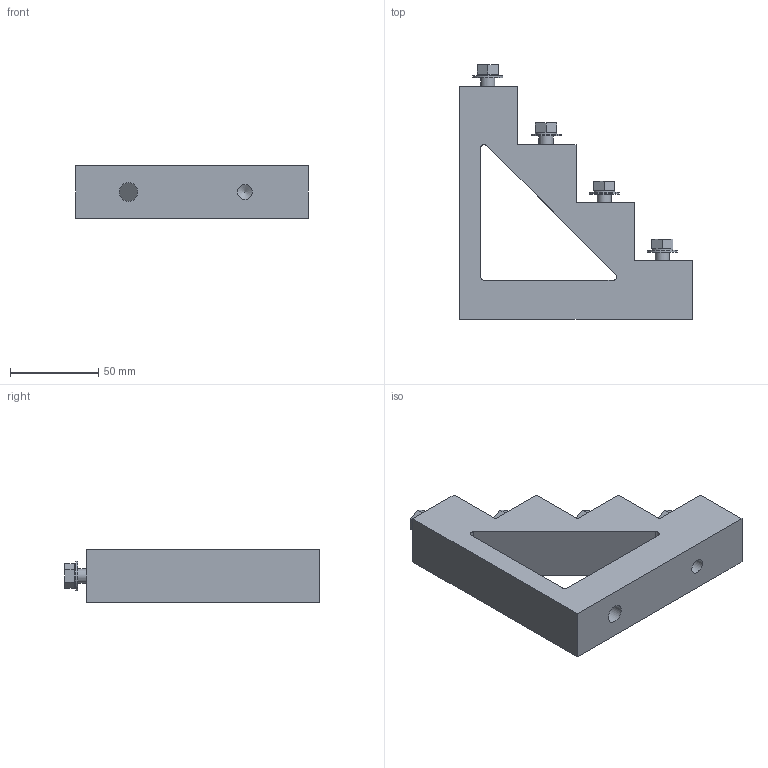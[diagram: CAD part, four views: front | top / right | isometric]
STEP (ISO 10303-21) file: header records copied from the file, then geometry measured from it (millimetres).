
FILE_DESCRIPTION (( 'STEP AP203' ), '1' );
FILE_NAME ('YIS11-4-30-B Èçîëÿòîð ñòóïåí÷àòûé ÈÑ4-30 (Ì8) ñèëîâîé ñ áîëòîì ÈÝÊ.STEP', '2016-09-15T08:56:10', ( '' ), ( '' ), 'SwSTEP 2.0', 'SolidWorks 2014', '' );
FILE_SCHEMA (( 'CONFIG_CONTROL_DESIGN' ));
Length unit declared in the file: millimetre
Products named in the file (1): YIS11-4-30-B Èçîëÿòîð ñòóïåí÷àòûé ÈÑ4-30 (Ì8) ñèëîâîé ñ áîëòîì ÈÝÊ
Bounding box: 132 x 144.3 x 30 mm (x, y, z)
Volume: 232989.5 mm3; surface area: 44000 mm2
Topology: 1 solids, 5 shells, 105 faces, 240 edges, 153 vertices
Faces by surface type: plane 79, cylinder 21, cone 5
Full cylindrical faces by diameter (mm): 6.8 x4, 8 x4, 8.5 x1, 10.5 x1, 12 x4, 17 x4
Entity records: 2737 total; most frequent: DIRECTION 474, CARTESIAN_POINT 442, ORIENTED_EDGE 400, EDGE_CURVE 200, AXIS2_PLACEMENT_3D 168, EDGE_LOOP 140, LINE 138, VECTOR 138
